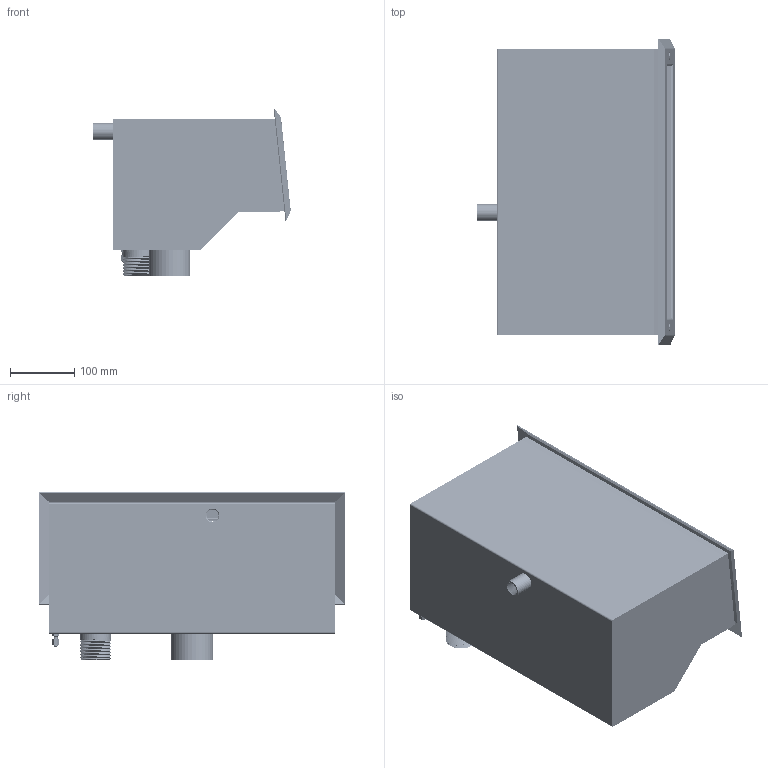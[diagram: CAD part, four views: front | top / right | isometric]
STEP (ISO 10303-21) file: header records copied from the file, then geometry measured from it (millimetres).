
FILE_DESCRIPTION(('STEP AP214'), '1');
FILE_NAME('Ð03-17 Ñêèììåð 25 óçêèé ñ êîðçèíîé íàêëîí ñàéò', '2025-04-29T08:41:42', ('Runwill'), (''), 'C3D Converter', 'C3D Toolkit', '');
FILE_SCHEMA(('AUTOMOTIVE_DESIGN { 1 0 10303 214 3 1 1}'));
Length unit declared in the file: millimetre
Products named in the file (30): -01
Assembly tree (74 placements, depth 4):
  (unnamed)
    (unnamed)
      (unnamed)  x23
      (unnamed)
      (unnamed)
        (unnamed)
        (unnamed)  x2
      (unnamed)
      (unnamed)  x2
      -01
    (unnamed)
    (unnamed)  x2
    (unnamed)
    (unnamed)  x21
    (unnamed)
    (unnamed)
    (unnamed)
      (unnamed)
      (unnamed)
      (unnamed)
      (unnamed)
      (unnamed)
      (unnamed)
      (unnamed)
      (unnamed)
      (unnamed)
    (unnamed)
      (unnamed)
      (unnamed)
      (unnamed)
Bounding box: 306.91 x 475.6 x 259.59 mm (x, y, z)
Volume: 1569504.6 mm3; surface area: 1928016.5 mm2
Topology: 74 solids, 74 shells, 2834 faces, 7633 edges, 4972 vertices
Faces by surface type: cylinder 1931, plane 696, cone 108, torus 42, sphere 29, bspline 28
Full cylindrical faces by diameter (mm): 4 x2, 4.917 x30, 5 x1562, 6 x26, 7 x2, 7.5 x98, 10 x25, 11.34 x6, 14 x2, 26 x1, 36 x1, 39.5 x2, 40 x1, 42 x1, 44.846 x1, 65.03 x1
Entity records: 108632 total; most frequent: CARTESIAN_POINT 41848, DIRECTION 13127, ORIENTED_EDGE 9938, EDGE_LOOP 7428, AXIS2_PLACEMENT_3D 6025, EDGE_CURVE 4969, VERTEX_POINT 4361, FACE_BOUND 4036
